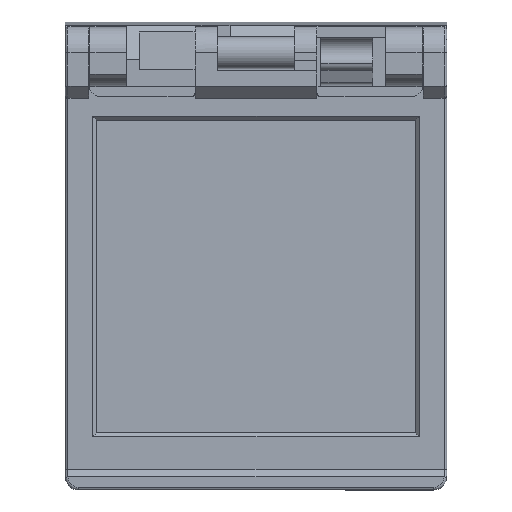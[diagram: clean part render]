
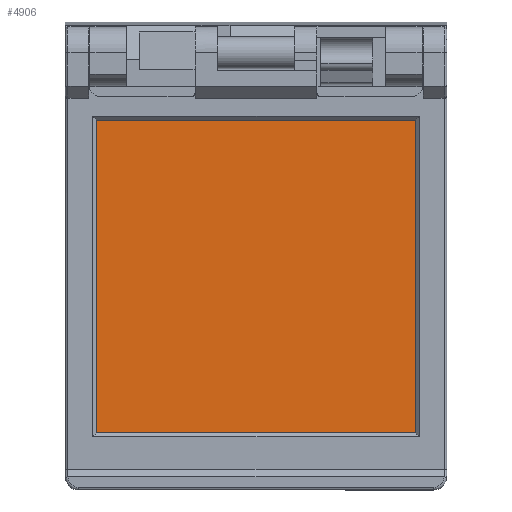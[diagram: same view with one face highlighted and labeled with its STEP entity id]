
A CAD part, top view. The second image highlights one B-rep face of the part: STEP entity #4906.
In plain terms, the highlighted face is planar.
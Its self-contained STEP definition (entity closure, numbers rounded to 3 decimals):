
#178 = PLANE ( 'NONE',  #4612 ) ;
#189 = EDGE_CURVE ( 'NONE', #1738, #5480, #5565, .T. ) ;
#298 = CARTESIAN_POINT ( 'NONE',  ( -12.6, -29.6, -0.8 ) ) ;
#373 = CARTESIAN_POINT ( 'NONE',  ( -12.3, -5.2, -0.8 ) ) ;
#693 = DIRECTION ( 'NONE',  ( -1., 0., 0. ) ) ;
#792 = CARTESIAN_POINT ( 'NONE',  ( 12.3, -29.3, -0.8 ) ) ;
#833 = DIRECTION ( 'NONE',  ( 0., -1., 0. ) ) ;
#1119 = CARTESIAN_POINT ( 'NONE',  ( -12.6, -29.3, -0.8 ) ) ;
#1261 = CARTESIAN_POINT ( 'NONE',  ( 12.3, -29.6, -0.8 ) ) ;
#1595 = CARTESIAN_POINT ( 'NONE',  ( -12.6, -5.2, -0.8 ) ) ;
#1611 = LINE ( 'NONE', #1119, #3423 ) ;
#1615 = DIRECTION ( 'NONE',  ( -1., 0., 0. ) ) ;
#1738 = VERTEX_POINT ( 'NONE', #373 ) ;
#2671 = VECTOR ( 'NONE', #833, 1000. ) ;
#2959 = CARTESIAN_POINT ( 'NONE',  ( -12.3, -29.6, -0.8 ) ) ;
#3138 = EDGE_CURVE ( 'NONE', #5480, #3667, #4755, .T. ) ;
#3152 = CARTESIAN_POINT ( 'NONE',  ( -12.3, -29.3, -0.8 ) ) ;
#3285 = VERTEX_POINT ( 'NONE', #3152 ) ;
#3330 = FACE_OUTER_BOUND ( 'NONE', #3744, .T. ) ;
#3383 = LINE ( 'NONE', #2959, #5506 ) ;
#3419 = ORIENTED_EDGE ( 'NONE', *, *, #3138, .T. ) ;
#3423 = VECTOR ( 'NONE', #693, 1000. ) ;
#3667 = VERTEX_POINT ( 'NONE', #792 ) ;
#3688 = ORIENTED_EDGE ( 'NONE', *, *, #189, .T. ) ;
#3744 = EDGE_LOOP ( 'NONE', ( #3419, #3932, #4182, #3688 ) ) ;
#3786 = DIRECTION ( 'NONE',  ( 0., 0., -1. ) ) ;
#3850 = VECTOR ( 'NONE', #5131, 1000. ) ;
#3932 = ORIENTED_EDGE ( 'NONE', *, *, #4552, .T. ) ;
#4182 = ORIENTED_EDGE ( 'NONE', *, *, #5502, .T. ) ;
#4552 = EDGE_CURVE ( 'NONE', #3667, #3285, #1611, .T. ) ;
#4612 = AXIS2_PLACEMENT_3D ( 'NONE', #298, #3786, #1615 ) ;
#4707 = DIRECTION ( 'NONE',  ( 0., 1., 0. ) ) ;
#4755 = LINE ( 'NONE', #1261, #2671 ) ;
#4906 = ADVANCED_FACE ( 'NONE', ( #3330 ), #178, .T. ) ;
#5131 = DIRECTION ( 'NONE',  ( 1., 0., 0. ) ) ;
#5480 = VERTEX_POINT ( 'NONE', #5619 ) ;
#5502 = EDGE_CURVE ( 'NONE', #3285, #1738, #3383, .T. ) ;
#5506 = VECTOR ( 'NONE', #4707, 1000. ) ;
#5565 = LINE ( 'NONE', #1595, #3850 ) ;
#5619 = CARTESIAN_POINT ( 'NONE',  ( 12.3, -5.2, -0.8 ) ) ;
